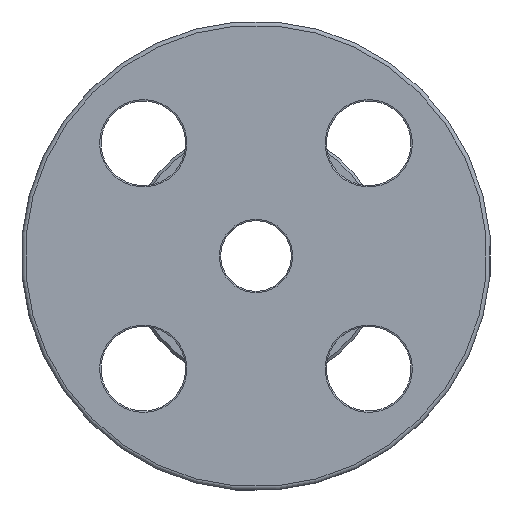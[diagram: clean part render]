
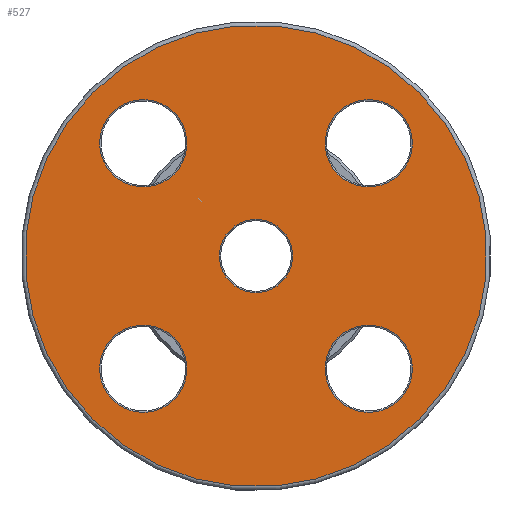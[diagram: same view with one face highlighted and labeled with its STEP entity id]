
A CAD part, front view. The second image highlights one B-rep face of the part: STEP entity #527.
In plain terms, the highlighted planar face has unit normal (0, -1, 0).
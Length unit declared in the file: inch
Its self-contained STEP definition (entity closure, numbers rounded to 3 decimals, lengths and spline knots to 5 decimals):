
#421=CARTESIAN_POINT('',(-1.21622,-2.005,1.21622));
#422=VERTEX_POINT('',#421);
#423=CARTESIAN_POINT('',(0.,-2.005,0.));
#424=DIRECTION('',(0.,1.,0.));
#425=DIRECTION('',(0.707,0.,-0.707));
#426=AXIS2_PLACEMENT_3D('',#423,#424,#425);
#427=CIRCLE('',#426,1.72);
#428=EDGE_CURVE('',#422,#422,#427,.T.);
#464=CARTESIAN_POINT('',(-0.7117,-2.005,0.7117));
#465=DIRECTION('',(0.0,-1.0,0.0));
#466=DIRECTION('',(0.707,0.0,0.707));
#467=AXIS2_PLACEMENT_3D('',#464,#465,#466);
#468=PLANE('',#467);
#469=ORIENTED_EDGE('',*,*,#428,.F.);
#470=EDGE_LOOP('',(#469));
#471=FACE_OUTER_BOUND('',#470,.T.);
#472=CARTESIAN_POINT('',(0.60988,-2.005,1.0695));
#473=VERTEX_POINT('',#472);
#474=CARTESIAN_POINT('',(0.83969,-2.005,0.83969));
#475=DIRECTION('',(0.,-1.,0.));
#476=DIRECTION('',(0.707,0.,-0.707));
#477=AXIS2_PLACEMENT_3D('',#474,#475,#476);
#478=CIRCLE('',#477,0.325);
#479=EDGE_CURVE('',#473,#473,#478,.T.);
#480=ORIENTED_EDGE('',*,*,#479,.F.);
#481=EDGE_LOOP('',(#480));
#482=FACE_BOUND('',#481,.T.);
#483=CARTESIAN_POINT('',(1.0695,-2.005,-0.60988));
#484=VERTEX_POINT('',#483);
#485=CARTESIAN_POINT('',(0.83969,-2.005,-0.83969));
#486=DIRECTION('',(0.,-1.,0.));
#487=DIRECTION('',(-0.707,0.,-0.707));
#488=AXIS2_PLACEMENT_3D('',#485,#486,#487);
#489=CIRCLE('',#488,0.325);
#490=EDGE_CURVE('',#484,#484,#489,.T.);
#491=ORIENTED_EDGE('',*,*,#490,.F.);
#492=EDGE_LOOP('',(#491));
#493=FACE_BOUND('',#492,.T.);
#494=CARTESIAN_POINT('',(-0.60988,-2.005,-1.0695));
#495=VERTEX_POINT('',#494);
#496=CARTESIAN_POINT('',(-0.83969,-2.005,-0.83969));
#497=DIRECTION('',(0.,-1.,0.));
#498=DIRECTION('',(-0.707,0.,0.707));
#499=AXIS2_PLACEMENT_3D('',#496,#497,#498);
#500=CIRCLE('',#499,0.325);
#501=EDGE_CURVE('',#495,#495,#500,.T.);
#502=ORIENTED_EDGE('',*,*,#501,.F.);
#503=EDGE_LOOP('',(#502));
#504=FACE_BOUND('',#503,.T.);
#505=CARTESIAN_POINT('',(-0.19304,-2.005,0.19304));
#506=VERTEX_POINT('',#505);
#507=CARTESIAN_POINT('',(0.,-2.005,0.));
#508=DIRECTION('',(0.,-1.0,0.));
#509=DIRECTION('',(0.707,0.,-0.707));
#510=AXIS2_PLACEMENT_3D('',#507,#508,#509);
#511=CIRCLE('',#510,0.273);
#512=EDGE_CURVE('',#506,#506,#511,.T.);
#513=ORIENTED_EDGE('',*,*,#512,.F.);
#514=EDGE_LOOP('',(#513));
#515=FACE_BOUND('',#514,.T.);
#516=CARTESIAN_POINT('',(-1.0695,-2.005,0.60988));
#517=VERTEX_POINT('',#516);
#518=CARTESIAN_POINT('',(-0.83969,-2.005,0.83969));
#519=DIRECTION('',(0.,-1.,0.));
#520=DIRECTION('',(0.707,0.,0.707));
#521=AXIS2_PLACEMENT_3D('',#518,#519,#520);
#522=CIRCLE('',#521,0.325);
#523=EDGE_CURVE('',#517,#517,#522,.T.);
#524=ORIENTED_EDGE('',*,*,#523,.F.);
#525=EDGE_LOOP('',(#524));
#526=FACE_BOUND('',#525,.T.);
#527=ADVANCED_FACE('',(#471,#482,#493,#504,#515,#526),#468,.T.);
